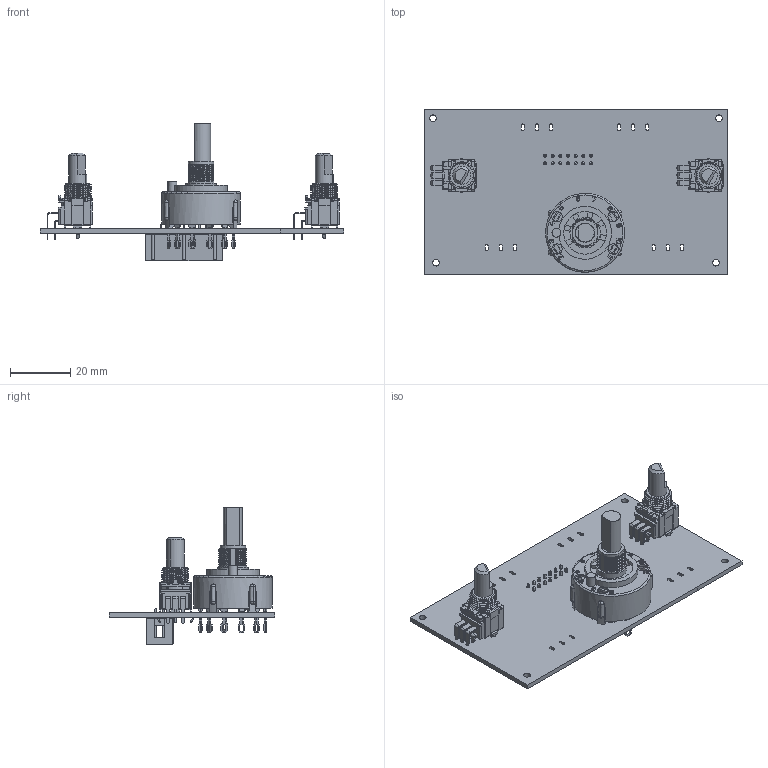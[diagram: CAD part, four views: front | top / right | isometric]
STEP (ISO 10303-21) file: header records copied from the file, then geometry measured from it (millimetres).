
FILE_DESCRIPTION(('FreeCAD Model'),'2;1');
FILE_NAME('Open CASCADE Shape Model','2024-08-23T21:25:43',('Author'),( ''),'Open CASCADE STEP processor 7.6','FreeCAD','Unknown');
FILE_SCHEMA(('AUTOMOTIVE_DESIGN { 1 0 10303 214 1 1 1 1 }'));
Length unit declared in the file: millimetre
Products named in the file (9): 109VU 1; A12505RNZQ001; A12505RNZQ; RK09L12-F15V; 109VU 1.2.1; RK09L12-F15V001; IDC-Header_2x07_P2.54mm_Vertical; IDC_Header_2x07_P254mm_Vertical; 109VU_PCB
Assembly tree (9 placements, depth 3):
  109VU 1
    A12505RNZQ001
      A12505RNZQ
    RK09L12-F15V
      109VU 1.2.1
    RK09L12-F15V001
      109VU 1.2.1
    IDC-Header_2x07_P2.54mm_Vertical
      IDC_Header_2x07_P254mm_Vertical
    109VU_PCB
Bounding box: 101 x 55 x 45.74 mm (x, y, z)
Volume: 17773.4 mm3; surface area: 23259 mm2
Topology: 5 solids, 5 shells, 3181 faces, 8928 edges, 5832 vertices
Faces by surface type: plane 2512, cylinder 533, bspline 103, cone 24, torus 5, revolution 4
Full cylindrical faces by diameter (mm): 1 x32, 1.524 x12, 1.549 x8, 2.2 x4, 2.921 x1, 2.972 x1, 3.048 x1, 3.277 x1, 3.48 x4, 5.151 x1, 6.299 x1, 6.452 x1, 8.255 x1, 8.509 x1, 10.058 x1, 12.7 x1, 14.224 x1, 14.605 x1, 26.187 x1
Entity records: 95721 total; most frequent: CARTESIAN_POINT 22559, ORIENTED_EDGE 15408, DIRECTION 13516, EDGE_CURVE 7704, LINE 6476, VECTOR 6476, VERTEX_POINT 5050, AXIS2_PLACEMENT_3D 3519
